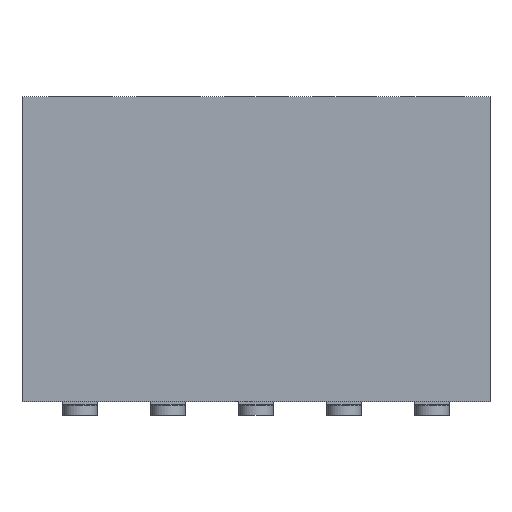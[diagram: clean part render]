
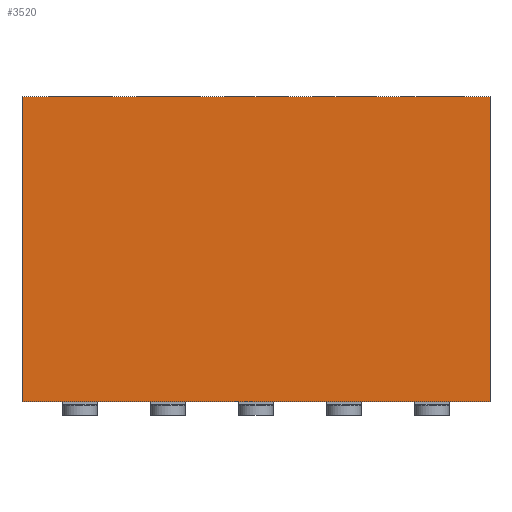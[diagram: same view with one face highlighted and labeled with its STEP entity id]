
A CAD part, front view. The second image highlights one B-rep face of the part: STEP entity #3520.
In plain terms, the highlighted planar face has unit normal (0, -1, 0).
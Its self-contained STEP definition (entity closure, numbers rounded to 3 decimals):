
#349=ORIENTED_EDGE('',*,*,#1351,.F.);
#350=ORIENTED_EDGE('',*,*,#1362,.F.);
#351=ORIENTED_EDGE('',*,*,#1360,.F.);
#352=ORIENTED_EDGE('',*,*,#1203,.F.);
#1203=EDGE_CURVE('',#1715,#1716,#2039,.T.);
#1351=EDGE_CURVE('',#1862,#1715,#2187,.T.);
#1360=EDGE_CURVE('',#1716,#1865,#2196,.T.);
#1362=EDGE_CURVE('',#1865,#1862,#2198,.T.);
#1715=VERTEX_POINT('',#4986);
#1716=VERTEX_POINT('',#4988);
#1862=VERTEX_POINT('',#5293);
#1865=VERTEX_POINT('',#5302);
#2039=LINE('',#4987,#2489);
#2187=LINE('',#5294,#2637);
#2196=LINE('',#5310,#2646);
#2198=LINE('',#5313,#2648);
#2489=VECTOR('',#4004,1000.);
#2637=VECTOR('',#4176,1000.);
#2646=VECTOR('',#4187,1000.);
#2648=VECTOR('',#4191,1000.);
#2953=EDGE_LOOP('',(#349,#350,#351,#352));
#3165=FACE_BOUND('',#2953,.T.);
#3357=PLANE('',#3739);
#3520=ADVANCED_FACE('',(#3165),#3357,.F.);
#3739=AXIS2_PLACEMENT_3D('',#5317,#4196,#4197);
#4004=DIRECTION('',(1.,0.,0.));
#4176=DIRECTION('',(0.,0.,1.));
#4187=DIRECTION('',(0.,0.,-1.));
#4191=DIRECTION('',(-1.,0.,0.));
#4196=DIRECTION('',(0.,1.,0.));
#4197=DIRECTION('',(0.,0.,1.));
#4986=CARTESIAN_POINT('',(-3.375,-1.55,2.2));
#4987=CARTESIAN_POINT('',(-3.375,-1.55,2.2));
#4988=CARTESIAN_POINT('',(3.375,-1.55,2.2));
#5293=CARTESIAN_POINT('',(-3.375,-1.55,-2.2));
#5294=CARTESIAN_POINT('',(-3.375,-1.55,-2.2));
#5302=CARTESIAN_POINT('',(3.375,-1.55,-2.2));
#5310=CARTESIAN_POINT('',(3.375,-1.55,2.2));
#5313=CARTESIAN_POINT('',(3.375,-1.55,-2.2));
#5317=CARTESIAN_POINT('',(0.,-1.55,0.));
